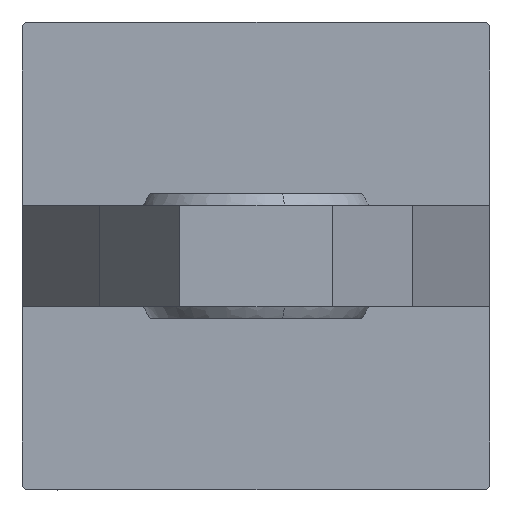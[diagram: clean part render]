
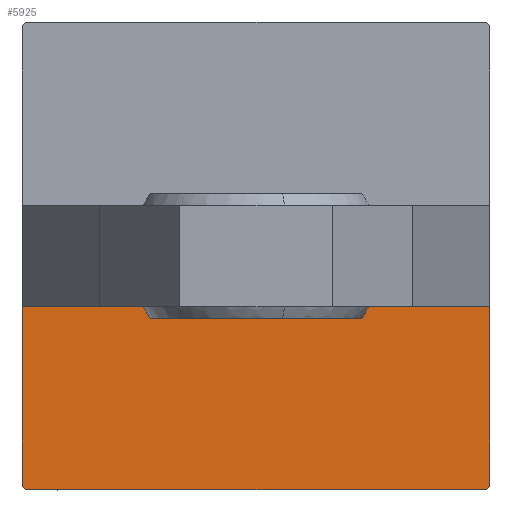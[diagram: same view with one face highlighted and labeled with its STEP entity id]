
A CAD part, left-side view. The second image highlights one B-rep face of the part: STEP entity #5925.
In plain terms, the highlighted planar face has unit normal (-1, 0, 0).
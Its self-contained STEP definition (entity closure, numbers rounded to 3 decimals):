
#329 = CARTESIAN_POINT ( 'NONE',  ( 0., 30., 30. ) ) ;
#1927 = VERTEX_POINT ( 'NONE', #28784 ) ;
#3935 = EDGE_LOOP ( 'NONE', ( #15517, #34175, #18773, #8850, #44572, #15309 ) ) ;
#5814 = AXIS2_PLACEMENT_3D ( 'NONE', #40849, #18013, #40342 ) ;
#5925 = ADVANCED_FACE ( 'NONE', ( #9555 ), #25230, .T. ) ;
#8751 = VERTEX_POINT ( 'NONE', #26509 ) ;
#8850 = ORIENTED_EDGE ( 'NONE', *, *, #9686, .T. ) ;
#9555 = FACE_OUTER_BOUND ( 'NONE', #3935, .T. ) ;
#9686 = EDGE_CURVE ( 'NONE', #46709, #8751, #47543, .T. ) ;
#11992 = LINE ( 'NONE', #47364, #14124 ) ;
#13975 = CARTESIAN_POINT ( 'NONE',  ( 0., -29.5, 30. ) ) ;
#14124 = VECTOR ( 'NONE', #27651, 1000. ) ;
#15309 = ORIENTED_EDGE ( 'NONE', *, *, #45407, .T. ) ;
#15517 = ORIENTED_EDGE ( 'NONE', *, *, #50302, .F. ) ;
#16002 = DIRECTION ( 'NONE',  ( 0., -1., 0. ) ) ;
#16533 = CARTESIAN_POINT ( 'NONE',  ( 0., -29.75, -29.75 ) ) ;
#16584 = VERTEX_POINT ( 'NONE', #27722 ) ;
#16676 = CARTESIAN_POINT ( 'NONE',  ( 0., -29.75, 29.75 ) ) ;
#18013 = DIRECTION ( 'NONE',  ( -1., 0., 0. ) ) ;
#18773 = ORIENTED_EDGE ( 'NONE', *, *, #19137, .T. ) ;
#18916 = VECTOR ( 'NONE', #23981, 1000. ) ;
#19137 = EDGE_CURVE ( 'NONE', #16584, #46709, #28169, .T. ) ;
#19804 = CARTESIAN_POINT ( 'NONE',  ( 0., -30., 30. ) ) ;
#20312 = LINE ( 'NONE', #19804, #40844 ) ;
#23981 = DIRECTION ( 'NONE',  ( 0., -0.707, 0.707 ) ) ;
#25230 = PLANE ( 'NONE',  #5814 ) ;
#26509 = CARTESIAN_POINT ( 'NONE',  ( 0., -30., -29.5 ) ) ;
#27651 = DIRECTION ( 'NONE',  ( 0., 0., -1. ) ) ;
#27722 = CARTESIAN_POINT ( 'NONE',  ( 0., -6.5, -30. ) ) ;
#28169 = LINE ( 'NONE', #40966, #34844 ) ;
#28784 = CARTESIAN_POINT ( 'NONE',  ( 0., -30., 29.5 ) ) ;
#28938 = CARTESIAN_POINT ( 'NONE',  ( 0., -6.5, 30. ) ) ;
#31112 = EDGE_CURVE ( 'NONE', #1927, #8751, #20312, .T. ) ;
#31337 = VECTOR ( 'NONE', #47440, 1000. ) ;
#33033 = VERTEX_POINT ( 'NONE', #13975 ) ;
#34175 = ORIENTED_EDGE ( 'NONE', *, *, #40547, .T. ) ;
#34844 = VECTOR ( 'NONE', #40203, 1000. ) ;
#35489 = LINE ( 'NONE', #329, #35577 ) ;
#35577 = VECTOR ( 'NONE', #16002, 1000. ) ;
#40060 = DIRECTION ( 'NONE',  ( 0., 0., -1. ) ) ;
#40203 = DIRECTION ( 'NONE',  ( 0., -1., 0. ) ) ;
#40342 = DIRECTION ( 'NONE',  ( 0., 0., 1. ) ) ;
#40547 = EDGE_CURVE ( 'NONE', #41104, #16584, #11992, .T. ) ;
#40844 = VECTOR ( 'NONE', #40060, 1000. ) ;
#40849 = CARTESIAN_POINT ( 'NONE',  ( 0., 0., 0. ) ) ;
#40966 = CARTESIAN_POINT ( 'NONE',  ( 0., 30., -30. ) ) ;
#41104 = VERTEX_POINT ( 'NONE', #28938 ) ;
#43601 = LINE ( 'NONE', #16676, #31337 ) ;
#44572 = ORIENTED_EDGE ( 'NONE', *, *, #31112, .F. ) ;
#45407 = EDGE_CURVE ( 'NONE', #1927, #33033, #43601, .T. ) ;
#46709 = VERTEX_POINT ( 'NONE', #50543 ) ;
#47364 = CARTESIAN_POINT ( 'NONE',  ( 0., -6.5, 30. ) ) ;
#47440 = DIRECTION ( 'NONE',  ( 0., 0.707, 0.707 ) ) ;
#47543 = LINE ( 'NONE', #16533, #18916 ) ;
#50302 = EDGE_CURVE ( 'NONE', #41104, #33033, #35489, .T. ) ;
#50543 = CARTESIAN_POINT ( 'NONE',  ( 0., -29.5, -30. ) ) ;
